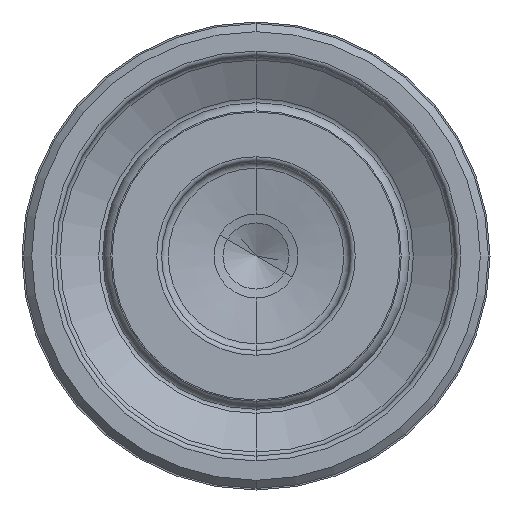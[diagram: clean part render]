
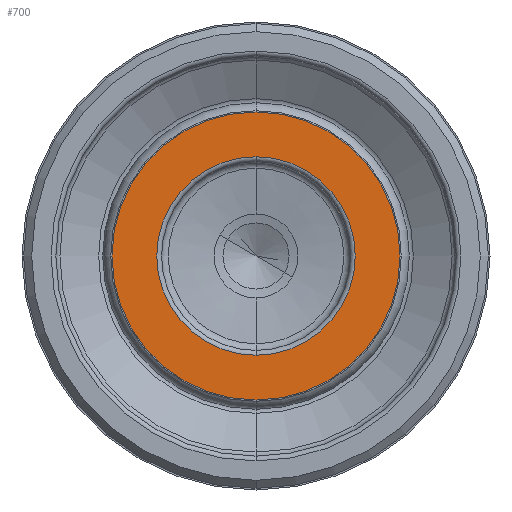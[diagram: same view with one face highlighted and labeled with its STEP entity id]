
A CAD part, front view. The second image highlights one B-rep face of the part: STEP entity #700.
In plain terms, the highlighted planar face has unit normal (0, -1, 0).
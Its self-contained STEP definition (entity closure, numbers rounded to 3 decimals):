
#31 = CIRCLE ( 'NONE', #1494, 8.923 ) ;
#53 = VERTEX_POINT ( 'NONE', #1710 ) ;
#196 = VERTEX_POINT ( 'NONE', #2288 ) ;
#234 = EDGE_CURVE ( 'NONE', #2163, #53, #2101, .T. ) ;
#297 = AXIS2_PLACEMENT_3D ( 'NONE', #326, #1657, #513 ) ;
#318 = PLANE ( 'NONE',  #2366 ) ;
#326 = CARTESIAN_POINT ( 'NONE',  ( 0., 8.365, 0. ) ) ;
#377 = FACE_OUTER_BOUND ( 'NONE', #1323, .T. ) ;
#415 = VERTEX_POINT ( 'NONE', #1115 ) ;
#453 = DIRECTION ( 'NONE',  ( 0., 1., 0. ) ) ;
#513 = DIRECTION ( 'NONE',  ( 0., 0., 1. ) ) ;
#528 = EDGE_LOOP ( 'NONE', ( #726, #1002 ) ) ;
#554 = ORIENTED_EDGE ( 'NONE', *, *, #1430, .T. ) ;
#700 = ADVANCED_FACE ( 'NONE', ( #377, #813 ), #318, .F. ) ;
#726 = ORIENTED_EDGE ( 'NONE', *, *, #1543, .T. ) ;
#813 = FACE_BOUND ( 'NONE', #528, .T. ) ;
#848 = DIRECTION ( 'NONE',  ( 0., -1., 0. ) ) ;
#968 = AXIS2_PLACEMENT_3D ( 'NONE', #1596, #453, #1785 ) ;
#1002 = ORIENTED_EDGE ( 'NONE', *, *, #1379, .T. ) ;
#1021 = CARTESIAN_POINT ( 'NONE',  ( 0., 8.365, 0. ) ) ;
#1044 = CIRCLE ( 'NONE', #968, 6.15 ) ;
#1063 = DIRECTION ( 'NONE',  ( 0., 1., 0. ) ) ;
#1071 = DIRECTION ( 'NONE',  ( 0., 0., 1. ) ) ;
#1115 = CARTESIAN_POINT ( 'NONE',  ( 0., 8.365, 6.15 ) ) ;
#1225 = DIRECTION ( 'NONE',  ( 0., 0., 1. ) ) ;
#1323 = EDGE_LOOP ( 'NONE', ( #554, #2172 ) ) ;
#1379 = EDGE_CURVE ( 'NONE', #196, #415, #1044, .T. ) ;
#1430 = EDGE_CURVE ( 'NONE', #53, #2163, #31, .T. ) ;
#1494 = AXIS2_PLACEMENT_3D ( 'NONE', #1021, #2351, #1225 ) ;
#1516 = CARTESIAN_POINT ( 'NONE',  ( 0., 8.365, 8.923 ) ) ;
#1543 = EDGE_CURVE ( 'NONE', #415, #196, #2458, .T. ) ;
#1596 = CARTESIAN_POINT ( 'NONE',  ( 0., 8.365, 0. ) ) ;
#1657 = DIRECTION ( 'NONE',  ( 0., 1., 0. ) ) ;
#1710 = CARTESIAN_POINT ( 'NONE',  ( 0., 8.365, -8.923 ) ) ;
#1785 = DIRECTION ( 'NONE',  ( 0., 0., 1. ) ) ;
#1987 = CARTESIAN_POINT ( 'NONE',  ( 0., 8.365, 0. ) ) ;
#2097 = AXIS2_PLACEMENT_3D ( 'NONE', #1987, #848, #2174 ) ;
#2101 = CIRCLE ( 'NONE', #2097, 8.923 ) ;
#2163 = VERTEX_POINT ( 'NONE', #1516 ) ;
#2172 = ORIENTED_EDGE ( 'NONE', *, *, #234, .T. ) ;
#2174 = DIRECTION ( 'NONE',  ( 0., 0., 1. ) ) ;
#2213 = CARTESIAN_POINT ( 'NONE',  ( 5.85, 8.365, 0. ) ) ;
#2288 = CARTESIAN_POINT ( 'NONE',  ( 0., 8.365, -6.15 ) ) ;
#2351 = DIRECTION ( 'NONE',  ( 0., -1., 0. ) ) ;
#2366 = AXIS2_PLACEMENT_3D ( 'NONE', #2213, #1063, #1071 ) ;
#2458 = CIRCLE ( 'NONE', #297, 6.15 ) ;
